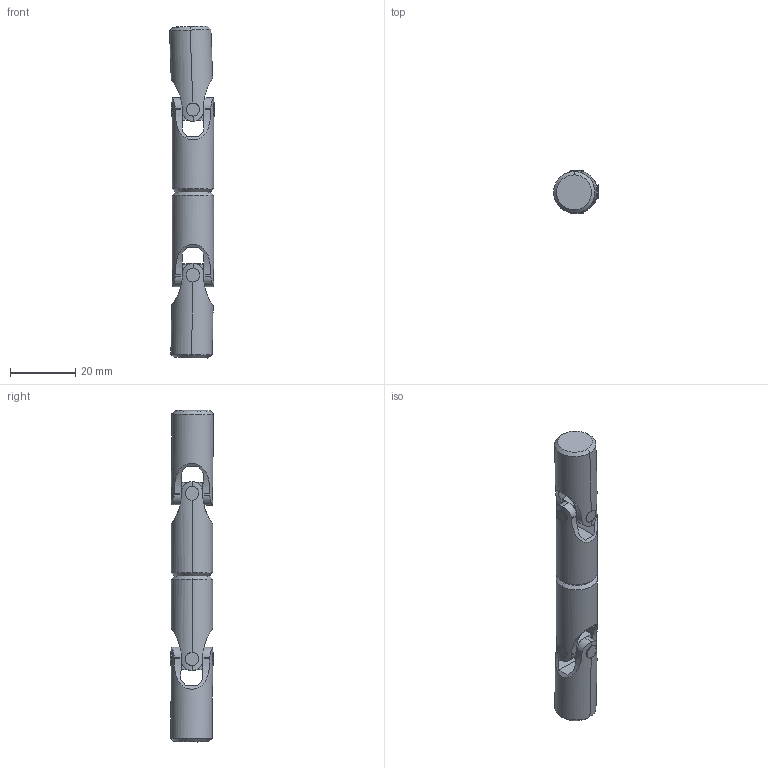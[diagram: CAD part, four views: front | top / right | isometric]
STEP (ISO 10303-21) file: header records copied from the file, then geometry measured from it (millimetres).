
FILE_DESCRIPTION((''),'2;1');
FILE_NAME('DD-2_ASM','2013-05-02T',('ppetruska'),(''),'PRO/ENGINEER BY PARAMETRIC TECHNOLOGY CORPORATION, 2012480','PRO/ENGINEER BY PARAMETRIC TECHNOLOGY CORPORATION, 2012480','');
FILE_SCHEMA(('CONFIG_CONTROL_DESIGN'));
Length unit declared in the file: millimetre
Products named in the file (6): D-2-MAIN_PIN_; D-2-YOKE; D-2-BLOCK; D-2-HALF_PIN; D-2-RIVET_PIN; DD-2_ASM
Assembly tree (14 placements, depth 2):
  DD-2_ASM
    D-2-MAIN_PIN_  x2
    D-2-YOKE  x4
    D-2-BLOCK  x2
    D-2-HALF_PIN  x4
    D-2-RIVET_PIN  x2
Bounding box: 13.8 x 13.23 x 101.87 mm (x, y, z)
Volume: 10856.5 mm3; surface area: 7005.2 mm2
Topology: 14 solids, 14 shells, 206 faces, 512 edges, 316 vertices
Faces by surface type: cylinder 114, plane 68, cone 24
Entity records: 12249 total; most frequent: CARTESIAN_POINT 10363, DIRECTION 382, ORIENTED_EDGE 352, EDGE_CURVE 176, AXIS2_PLACEMENT_3D 153, VERTEX_POINT 108, EDGE_LOOP 78, VECTOR 76
